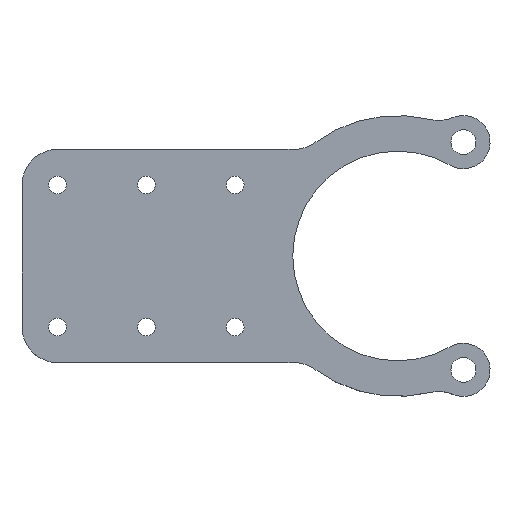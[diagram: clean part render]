
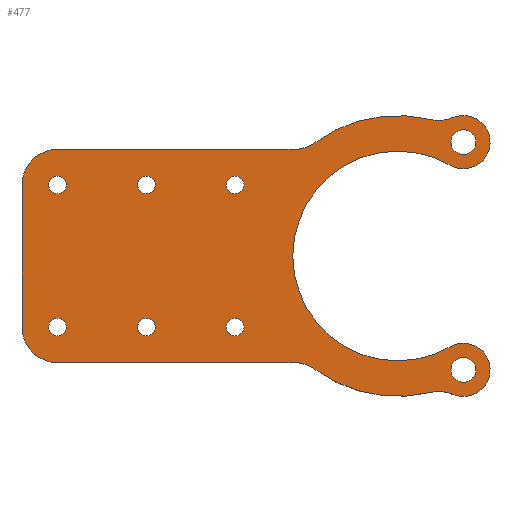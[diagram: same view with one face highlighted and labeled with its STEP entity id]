
A CAD part, top view. The second image highlights one B-rep face of the part: STEP entity #477.
In plain terms, the highlighted planar face has unit normal (0, 0, 1).
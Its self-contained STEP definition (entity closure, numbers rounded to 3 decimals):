
#15=FACE_BOUND('',#83,.T.);
#16=FACE_BOUND('',#84,.T.);
#17=FACE_BOUND('',#85,.T.);
#18=FACE_BOUND('',#86,.T.);
#19=FACE_BOUND('',#87,.T.);
#20=FACE_BOUND('',#88,.T.);
#21=FACE_BOUND('',#89,.T.);
#22=FACE_BOUND('',#90,.T.);
#34=PLANE('',#553);
#58=FACE_OUTER_BOUND('',#82,.T.);
#82=EDGE_LOOP('',(#392,#393,#394,#395,#396,#397,#398,#399,#400,#401,#402,
#403,#404,#405));
#83=EDGE_LOOP('',(#406));
#84=EDGE_LOOP('',(#407));
#85=EDGE_LOOP('',(#408));
#86=EDGE_LOOP('',(#409));
#87=EDGE_LOOP('',(#410));
#88=EDGE_LOOP('',(#411));
#89=EDGE_LOOP('',(#412));
#90=EDGE_LOOP('',(#413));
#109=LINE('',#751,#137);
#121=LINE('',#820,#149);
#126=LINE('',#834,#154);
#137=VECTOR('',#598,10.);
#149=VECTOR('',#678,10.);
#154=VECTOR('',#691,10.);
#157=CIRCLE('',#495,10.);
#159=CIRCLE('',#498,39.5);
#161=CIRCLE('',#501,10.);
#163=CIRCLE('',#504,7.5);
#165=CIRCLE('',#507,10.);
#167=CIRCLE('',#511,10.);
#168=CIRCLE('',#513,39.5);
#170=CIRCLE('',#516,3.5);
#172=CIRCLE('',#519,3.5);
#174=CIRCLE('',#522,2.5);
#176=CIRCLE('',#525,2.5);
#178=CIRCLE('',#528,2.5);
#180=CIRCLE('',#531,2.5);
#182=CIRCLE('',#534,2.5);
#184=CIRCLE('',#537,2.5);
#187=CIRCLE('',#541,29.5);
#189=CIRCLE('',#545,10.);
#191=CIRCLE('',#549,10.);
#192=CIRCLE('',#551,7.5);
#196=VERTEX_POINT('',#714);
#197=VERTEX_POINT('',#716);
#199=VERTEX_POINT('',#722);
#201=VERTEX_POINT('',#728);
#203=VERTEX_POINT('',#734);
#206=VERTEX_POINT('',#741);
#207=VERTEX_POINT('',#743);
#209=VERTEX_POINT('',#749);
#212=VERTEX_POINT('',#756);
#213=VERTEX_POINT('',#758);
#214=VERTEX_POINT('',#765);
#216=VERTEX_POINT('',#771);
#218=VERTEX_POINT('',#777);
#220=VERTEX_POINT('',#783);
#222=VERTEX_POINT('',#789);
#224=VERTEX_POINT('',#795);
#226=VERTEX_POINT('',#801);
#228=VERTEX_POINT('',#807);
#231=VERTEX_POINT('',#815);
#232=VERTEX_POINT('',#819);
#235=VERTEX_POINT('',#827);
#237=VERTEX_POINT('',#833);
#240=EDGE_CURVE('',#196,#197,#157,.T.);
#244=EDGE_CURVE('',#196,#199,#159,.T.);
#247=EDGE_CURVE('',#201,#199,#161,.T.);
#250=EDGE_CURVE('',#201,#203,#163,.T.);
#253=EDGE_CURVE('',#206,#207,#165,.T.);
#257=EDGE_CURVE('',#206,#209,#109,.T.);
#260=EDGE_CURVE('',#212,#213,#167,.T.);
#262=EDGE_CURVE('',#212,#207,#168,.T.);
#264=EDGE_CURVE('',#214,#214,#170,.T.);
#267=EDGE_CURVE('',#216,#216,#172,.T.);
#270=EDGE_CURVE('',#218,#218,#174,.T.);
#273=EDGE_CURVE('',#220,#220,#176,.T.);
#276=EDGE_CURVE('',#222,#222,#178,.T.);
#279=EDGE_CURVE('',#224,#224,#180,.T.);
#282=EDGE_CURVE('',#226,#226,#182,.T.);
#285=EDGE_CURVE('',#228,#228,#184,.T.);
#290=EDGE_CURVE('',#203,#231,#187,.T.);
#291=EDGE_CURVE('',#232,#197,#121,.T.);
#295=EDGE_CURVE('',#235,#232,#189,.T.);
#298=EDGE_CURVE('',#237,#235,#126,.T.);
#301=EDGE_CURVE('',#209,#237,#191,.T.);
#302=EDGE_CURVE('',#231,#213,#192,.T.);
#392=ORIENTED_EDGE('',*,*,#302,.T.);
#393=ORIENTED_EDGE('',*,*,#260,.F.);
#394=ORIENTED_EDGE('',*,*,#262,.T.);
#395=ORIENTED_EDGE('',*,*,#253,.F.);
#396=ORIENTED_EDGE('',*,*,#257,.T.);
#397=ORIENTED_EDGE('',*,*,#301,.T.);
#398=ORIENTED_EDGE('',*,*,#298,.T.);
#399=ORIENTED_EDGE('',*,*,#295,.T.);
#400=ORIENTED_EDGE('',*,*,#291,.T.);
#401=ORIENTED_EDGE('',*,*,#240,.F.);
#402=ORIENTED_EDGE('',*,*,#244,.T.);
#403=ORIENTED_EDGE('',*,*,#247,.F.);
#404=ORIENTED_EDGE('',*,*,#250,.T.);
#405=ORIENTED_EDGE('',*,*,#290,.T.);
#406=ORIENTED_EDGE('',*,*,#285,.T.);
#407=ORIENTED_EDGE('',*,*,#282,.T.);
#408=ORIENTED_EDGE('',*,*,#279,.T.);
#409=ORIENTED_EDGE('',*,*,#276,.T.);
#410=ORIENTED_EDGE('',*,*,#273,.T.);
#411=ORIENTED_EDGE('',*,*,#270,.T.);
#412=ORIENTED_EDGE('',*,*,#267,.T.);
#413=ORIENTED_EDGE('',*,*,#264,.T.);
#477=ADVANCED_FACE('',(#58,#15,#16,#17,#18,#19,#20,#21,#22),#34,.T.);
#495=AXIS2_PLACEMENT_3D('',#717,#562,#563);
#498=AXIS2_PLACEMENT_3D('',#724,#570,#571);
#501=AXIS2_PLACEMENT_3D('',#730,#577,#578);
#504=AXIS2_PLACEMENT_3D('',#736,#584,#585);
#507=AXIS2_PLACEMENT_3D('',#744,#591,#592);
#511=AXIS2_PLACEMENT_3D('',#759,#604,#605);
#513=AXIS2_PLACEMENT_3D('',#762,#609,#610);
#516=AXIS2_PLACEMENT_3D('',#766,#615,#616);
#519=AXIS2_PLACEMENT_3D('',#772,#622,#623);
#522=AXIS2_PLACEMENT_3D('',#778,#629,#630);
#525=AXIS2_PLACEMENT_3D('',#784,#636,#637);
#528=AXIS2_PLACEMENT_3D('',#790,#643,#644);
#531=AXIS2_PLACEMENT_3D('',#796,#650,#651);
#534=AXIS2_PLACEMENT_3D('',#802,#657,#658);
#537=AXIS2_PLACEMENT_3D('',#808,#664,#665);
#541=AXIS2_PLACEMENT_3D('',#817,#674,#675);
#545=AXIS2_PLACEMENT_3D('',#828,#685,#686);
#549=AXIS2_PLACEMENT_3D('',#838,#697,#698);
#551=AXIS2_PLACEMENT_3D('',#840,#701,#702);
#553=AXIS2_PLACEMENT_3D('',#842,#705,#706);
#562=DIRECTION('center_axis',(0.,0.,1.));
#563=DIRECTION('ref_axis',(0.31,0.951,0.));
#570=DIRECTION('center_axis',(0.,0.,1.));
#571=DIRECTION('ref_axis',(0.332,0.943,0.));
#577=DIRECTION('center_axis',(0.,0.,1.));
#578=DIRECTION('ref_axis',(0.084,0.996,0.));
#584=DIRECTION('center_axis',(0.,0.,1.));
#585=DIRECTION('ref_axis',(1.,0.,0.));
#591=DIRECTION('center_axis',(0.,0.,1.));
#592=DIRECTION('ref_axis',(0.31,-0.951,0.));
#598=DIRECTION('',(-1.,0.,0.));
#604=DIRECTION('center_axis',(0.,0.,1.));
#605=DIRECTION('ref_axis',(0.084,-0.996,0.));
#609=DIRECTION('center_axis',(0.,0.,1.));
#610=DIRECTION('ref_axis',(0.332,0.943,0.));
#615=DIRECTION('center_axis',(0.,0.,-1.));
#616=DIRECTION('ref_axis',(1.,0.,0.));
#622=DIRECTION('center_axis',(0.,0.,-1.));
#623=DIRECTION('ref_axis',(1.,0.,0.));
#629=DIRECTION('center_axis',(0.,0.,-1.));
#630=DIRECTION('ref_axis',(1.,0.,0.));
#636=DIRECTION('center_axis',(0.,0.,-1.));
#637=DIRECTION('ref_axis',(1.,0.,0.));
#643=DIRECTION('center_axis',(0.,0.,-1.));
#644=DIRECTION('ref_axis',(1.,0.,0.));
#650=DIRECTION('center_axis',(0.,0.,-1.));
#651=DIRECTION('ref_axis',(1.,0.,0.));
#657=DIRECTION('center_axis',(0.,0.,-1.));
#658=DIRECTION('ref_axis',(1.,0.,0.));
#664=DIRECTION('center_axis',(0.,0.,-1.));
#665=DIRECTION('ref_axis',(1.,0.,0.));
#674=DIRECTION('center_axis',(0.,0.,-1.));
#675=DIRECTION('ref_axis',(0.5,0.866,0.));
#678=DIRECTION('',(1.,0.,0.));
#685=DIRECTION('center_axis',(0.,0.,1.));
#686=DIRECTION('ref_axis',(-1.,0.,0.));
#691=DIRECTION('',(0.,-1.,0.));
#697=DIRECTION('center_axis',(0.,0.,1.));
#698=DIRECTION('ref_axis',(0.,1.,0.));
#701=DIRECTION('center_axis',(0.,0.,1.));
#702=DIRECTION('ref_axis',(1.,0.,0.));
#705=DIRECTION('center_axis',(0.,0.,1.));
#706=DIRECTION('ref_axis',(1.,0.,0.));
#714=CARTESIAN_POINT('',(-23.268,-31.919,6.));
#716=CARTESIAN_POINT('',(-29.159,-30.,6.));
#717=CARTESIAN_POINT('Origin',(-29.159,-40.,6.));
#722=CARTESIAN_POINT('',(9.252,-38.401,6.));
#724=CARTESIAN_POINT('Origin',(0.,0.,6.));
#728=CARTESIAN_POINT('',(15.541,-38.934,6.));
#730=CARTESIAN_POINT('Origin',(11.595,-48.123,6.));
#734=CARTESIAN_POINT('',(14.75,-25.548,6.));
#736=CARTESIAN_POINT('Origin',(18.5,-32.043,6.));
#741=CARTESIAN_POINT('',(-29.159,30.,6.));
#743=CARTESIAN_POINT('',(-23.268,31.919,6.));
#744=CARTESIAN_POINT('Origin',(-29.159,40.,6.));
#749=CARTESIAN_POINT('',(-95.695,30.,6.));
#751=CARTESIAN_POINT('',(-25.695,30.,6.));
#756=CARTESIAN_POINT('',(9.252,38.401,6.));
#758=CARTESIAN_POINT('',(15.541,38.934,6.));
#759=CARTESIAN_POINT('Origin',(11.595,48.123,6.));
#762=CARTESIAN_POINT('Origin',(0.,0.,6.));
#765=CARTESIAN_POINT('',(15.,32.043,6.));
#766=CARTESIAN_POINT('Origin',(18.5,32.043,6.));
#771=CARTESIAN_POINT('',(15.,-32.043,6.));
#772=CARTESIAN_POINT('Origin',(18.5,-32.043,6.));
#777=CARTESIAN_POINT('',(-98.195,20.,6.));
#778=CARTESIAN_POINT('Origin',(-95.695,20.,6.));
#783=CARTESIAN_POINT('',(-48.195,20.,6.));
#784=CARTESIAN_POINT('Origin',(-45.695,20.,6.));
#789=CARTESIAN_POINT('',(-48.195,-20.,6.));
#790=CARTESIAN_POINT('Origin',(-45.695,-20.,6.));
#795=CARTESIAN_POINT('',(-98.195,-20.,6.));
#796=CARTESIAN_POINT('Origin',(-95.695,-20.,6.));
#801=CARTESIAN_POINT('',(-73.195,20.,6.));
#802=CARTESIAN_POINT('Origin',(-70.695,20.,6.));
#807=CARTESIAN_POINT('',(-73.195,-20.,6.));
#808=CARTESIAN_POINT('Origin',(-70.695,-20.,6.));
#815=CARTESIAN_POINT('',(14.75,25.548,6.));
#817=CARTESIAN_POINT('Origin',(0.,0.,6.));
#819=CARTESIAN_POINT('',(-95.695,-30.,6.));
#820=CARTESIAN_POINT('',(-95.695,-30.,6.));
#827=CARTESIAN_POINT('',(-105.695,-20.,6.));
#828=CARTESIAN_POINT('Origin',(-95.695,-20.,6.));
#833=CARTESIAN_POINT('',(-105.695,20.,6.));
#834=CARTESIAN_POINT('',(-105.695,20.,6.));
#838=CARTESIAN_POINT('Origin',(-95.695,20.,6.));
#840=CARTESIAN_POINT('Origin',(18.5,32.043,6.));
#842=CARTESIAN_POINT('Origin',(-39.848,0.,6.));
